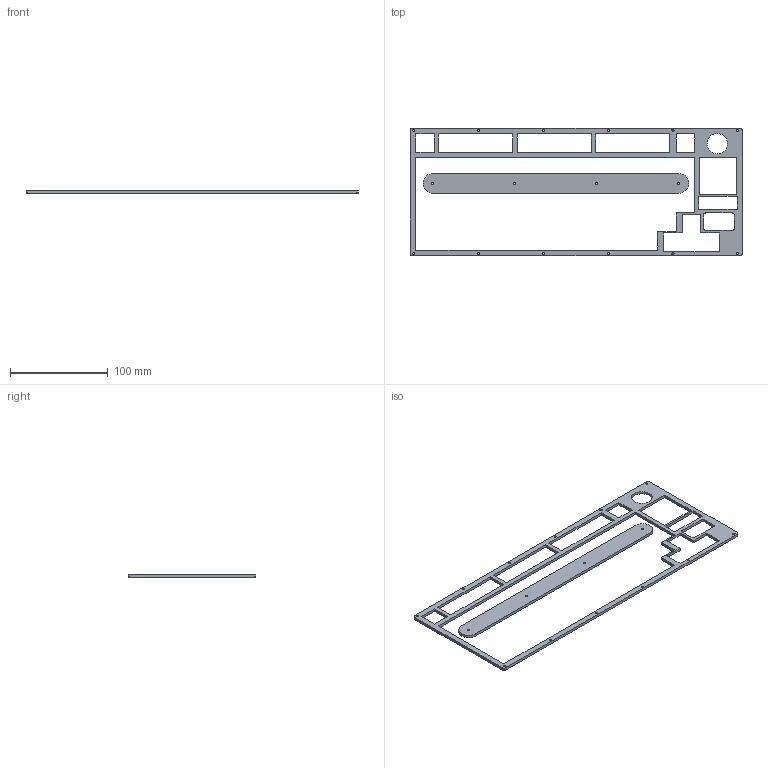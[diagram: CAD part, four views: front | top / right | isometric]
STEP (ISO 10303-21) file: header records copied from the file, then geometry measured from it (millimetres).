
FILE_DESCRIPTION(/* description */ (''),/* implementation_level */ '2;1');
FILE_NAME(/* name */ 'toplayer-f1-f3.stp',/* time_stamp */ '2024-09-25T20:16:39-04:00',/* author */ ('Moe'),/* organization */ (''),/* preprocessor_version */ 'ST-DEVELOPER v20',/* originating_system */ 'Autodesk Inventor 2024',/* authorisation */ '');
FILE_SCHEMA (('AUTOMOTIVE_DESIGN { 1 0 10303 214 3 1 1 }'));
Length unit declared in the file: millimetre
Products named in the file (3): toplayer-f1-f3; top_plate PCB; foot4
Assembly tree (2 placements, depth 2):
  toplayer-f1-f3
    top_plate PCB
    foot4
Bounding box: 340 x 131 x 3.05 mm (x, y, z)
Volume: 42904.1 mm3; surface area: 39734.6 mm2
Topology: 2 solids, 2 shells, 125 faces, 363 edges, 243 vertices
Faces by surface type: plane 102, cylinder 23
Full cylindrical faces by diameter (mm): 2.2 x16, 21 x1
Entity records: 4327 total; most frequent: CARTESIAN_POINT 736, ORIENTED_EDGE 726, DIRECTION 669, EDGE_CURVE 363, LINE 317, VECTOR 317, VERTEX_POINT 242, EDGE_LOOP 179
